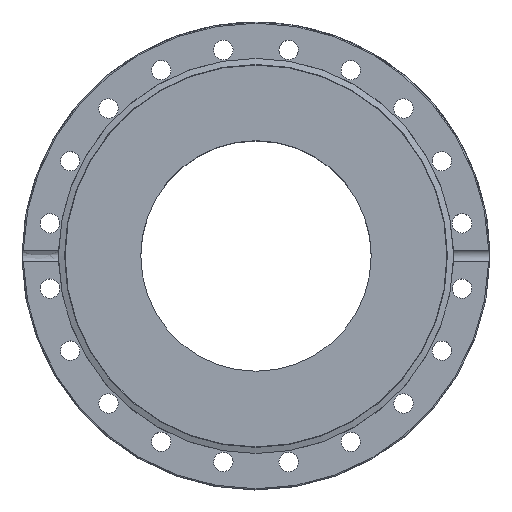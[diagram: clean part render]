
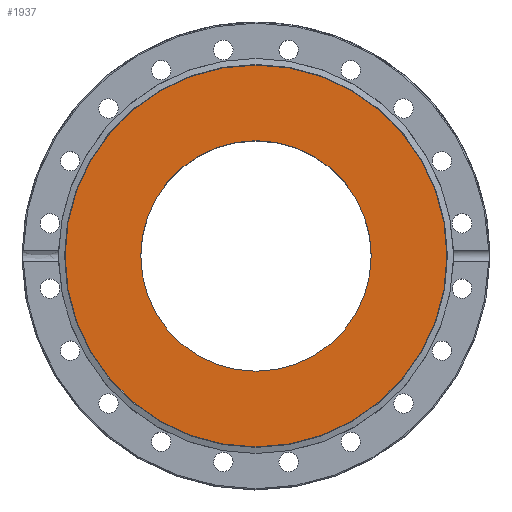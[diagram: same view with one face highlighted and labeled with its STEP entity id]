
A CAD part, top view. The second image highlights one B-rep face of the part: STEP entity #1937.
In plain terms, the highlighted planar face has unit normal (0, 0, 1).
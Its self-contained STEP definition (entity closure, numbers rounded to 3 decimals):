
#563=CARTESIAN_POINT('',(-50.0,0.,20.8));
#564=VERTEX_POINT('',#563);
#565=CARTESIAN_POINT('',(0.,0.,20.8));
#566=DIRECTION('',(0.0,0.0,-1.0));
#567=DIRECTION('',(1.0,0.0,0.0));
#568=AXIS2_PLACEMENT_3D('',#565,#566,#567);
#569=CIRCLE('',#568,50.0);
#570=EDGE_CURVE('',#564,#564,#569,.T.);
#1911=CARTESIAN_POINT('',(0.,-82.832,20.8));
#1912=VERTEX_POINT('',#1911);
#1913=CARTESIAN_POINT('',(0.,0.,20.8));
#1914=DIRECTION('',(0.0,0.0,-1.0));
#1915=DIRECTION('',(0.0,-1.0,0.0));
#1916=AXIS2_PLACEMENT_3D('',#1913,#1914,#1915);
#1917=CIRCLE('',#1916,82.832);
#1918=EDGE_CURVE('',#1912,#1912,#1917,.T.);
#1926=CARTESIAN_POINT('',(0.,-41.416,20.8));
#1927=DIRECTION('',(0.0,0.0,-1.0));
#1928=DIRECTION('',(-1.0,0.0,0.0));
#1929=AXIS2_PLACEMENT_3D('',#1926,#1927,#1928);
#1930=PLANE('',#1929);
#1931=ORIENTED_EDGE('',*,*,#1918,.F.);
#1932=EDGE_LOOP('',(#1931));
#1933=FACE_OUTER_BOUND('',#1932,.T.);
#1934=ORIENTED_EDGE('',*,*,#570,.T.);
#1935=EDGE_LOOP('',(#1934));
#1936=FACE_BOUND('',#1935,.T.);
#1937=ADVANCED_FACE('',(#1933,#1936),#1930,.F.);
